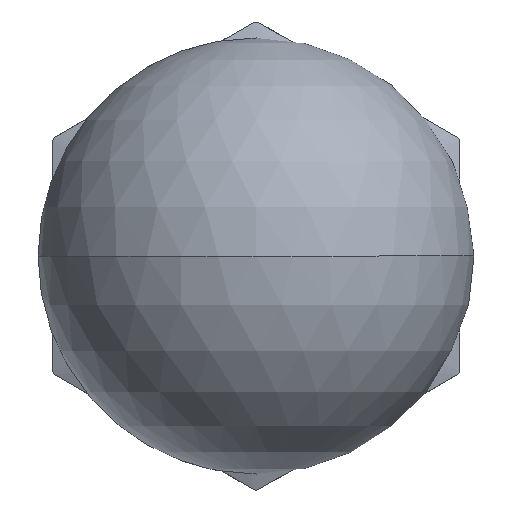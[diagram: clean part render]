
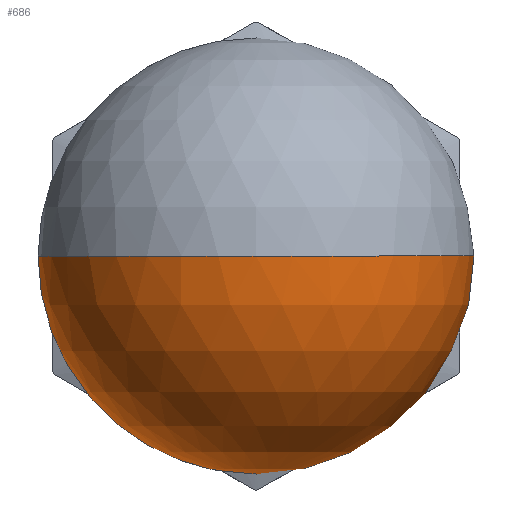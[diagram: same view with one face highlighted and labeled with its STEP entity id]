
A CAD part, front view. The second image highlights one B-rep face of the part: STEP entity #686.
In plain terms, the highlighted spherical face has radius 7.5 mm.
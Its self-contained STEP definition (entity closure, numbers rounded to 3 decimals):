
#85 = CARTESIAN_POINT ( 'NONE',  ( 0., -14.5, 0. ) ) ;
#102 = AXIS2_PLACEMENT_3D ( 'NONE', #364, #713, #1009 ) ;
#123 = DIRECTION ( 'NONE',  ( -1., 0., 0. ) ) ;
#134 = CARTESIAN_POINT ( 'NONE',  ( 6., -10., 0. ) ) ;
#194 = CARTESIAN_POINT ( 'NONE',  ( -6., -10., 0. ) ) ;
#225 = AXIS2_PLACEMENT_3D ( 'NONE', #1197, #519, #1181 ) ;
#241 = EDGE_CURVE ( 'NONE', #476, #1090, #470, .T. ) ;
#272 = EDGE_CURVE ( 'NONE', #476, #360, #1220, .T. ) ;
#338 = SPHERICAL_SURFACE ( 'NONE', #102, 7.5 ) ;
#357 = EDGE_LOOP ( 'NONE', ( #1117, #591, #936 ) ) ;
#358 = AXIS2_PLACEMENT_3D ( 'NONE', #1143, #1149, #771 ) ;
#360 = VERTEX_POINT ( 'NONE', #134 ) ;
#364 = CARTESIAN_POINT ( 'NONE',  ( 0., -14.5, 0. ) ) ;
#395 = CARTESIAN_POINT ( 'NONE',  ( 0., -22., 0. ) ) ;
#404 = AXIS2_PLACEMENT_3D ( 'NONE', #85, #695, #123 ) ;
#470 = CIRCLE ( 'NONE', #404, 7.5 ) ;
#476 = VERTEX_POINT ( 'NONE', #395 ) ;
#498 = EDGE_CURVE ( 'NONE', #360, #1090, #809, .T. ) ;
#519 = DIRECTION ( 'NONE',  ( 0., 1., 0. ) ) ;
#529 = FACE_OUTER_BOUND ( 'NONE', #357, .T. ) ;
#591 = ORIENTED_EDGE ( 'NONE', *, *, #241, .T. ) ;
#686 = ADVANCED_FACE ( 'NONE', ( #529 ), #338, .T. ) ;
#695 = DIRECTION ( 'NONE',  ( 0., 0., -1. ) ) ;
#713 = DIRECTION ( 'NONE',  ( 0., 0., 1. ) ) ;
#771 = DIRECTION ( 'NONE',  ( 1., 0., 0. ) ) ;
#809 = CIRCLE ( 'NONE', #225, 6. ) ;
#936 = ORIENTED_EDGE ( 'NONE', *, *, #498, .F. ) ;
#1009 = DIRECTION ( 'NONE',  ( -1., 0., 0. ) ) ;
#1090 = VERTEX_POINT ( 'NONE', #194 ) ;
#1117 = ORIENTED_EDGE ( 'NONE', *, *, #272, .F. ) ;
#1143 = CARTESIAN_POINT ( 'NONE',  ( 0., -14.5, 0. ) ) ;
#1149 = DIRECTION ( 'NONE',  ( 0., 0., 1. ) ) ;
#1181 = DIRECTION ( 'NONE',  ( -1., 0., 0. ) ) ;
#1197 = CARTESIAN_POINT ( 'NONE',  ( 0., -10., 0. ) ) ;
#1220 = CIRCLE ( 'NONE', #358, 7.5 ) ;
